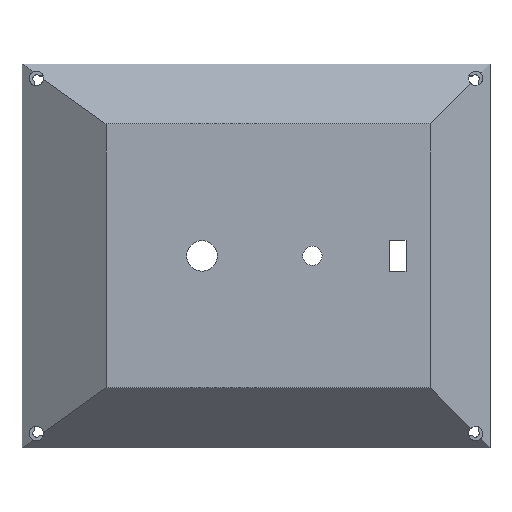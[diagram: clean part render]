
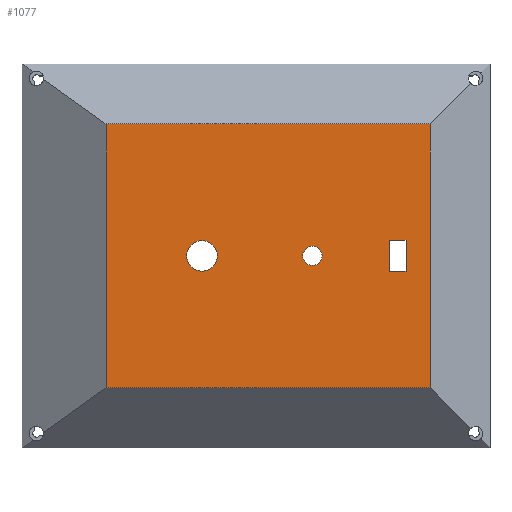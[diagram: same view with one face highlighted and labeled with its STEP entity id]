
A CAD part, top view. The second image highlights one B-rep face of the part: STEP entity #1077.
In plain terms, the highlighted planar face has unit normal (0, 0, 1).
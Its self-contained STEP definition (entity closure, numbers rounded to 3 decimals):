
#40=FACE_BOUND('',#191,.T.);
#41=FACE_BOUND('',#192,.T.);
#42=FACE_BOUND('',#193,.T.);
#77=PLANE('',#1181);
#129=FACE_OUTER_BOUND('',#190,.T.);
#190=EDGE_LOOP('',(#995,#996,#997,#998));
#191=EDGE_LOOP('',(#999));
#192=EDGE_LOOP('',(#1000,#1001,#1002,#1003));
#193=EDGE_LOOP('',(#1004));
#264=LINE('',#1726,#370);
#269=LINE('',#1735,#375);
#275=LINE('',#1745,#381);
#290=LINE('',#1777,#396);
#292=LINE('',#1785,#398);
#295=LINE('',#1790,#401);
#297=LINE('',#1794,#403);
#299=LINE('',#1797,#405);
#370=VECTOR('',#1404,10.);
#375=VECTOR('',#1411,10.);
#381=VECTOR('',#1419,10.);
#396=VECTOR('',#1456,10.);
#398=VECTOR('',#1464,10.);
#401=VECTOR('',#1469,10.);
#403=VECTOR('',#1473,10.);
#405=VECTOR('',#1477,10.);
#441=CIRCLE('',#1172,6.35);
#442=CIRCLE('',#1178,4.);
#527=VERTEX_POINT('',#1723);
#528=VERTEX_POINT('',#1725);
#531=VERTEX_POINT('',#1734);
#534=VERTEX_POINT('',#1744);
#541=VERTEX_POINT('',#1779);
#542=VERTEX_POINT('',#1783);
#543=VERTEX_POINT('',#1784);
#544=VERTEX_POINT('',#1789);
#545=VERTEX_POINT('',#1793);
#546=VERTEX_POINT('',#1799);
#659=EDGE_CURVE('',#527,#528,#264,.T.);
#664=EDGE_CURVE('',#528,#531,#269,.T.);
#670=EDGE_CURVE('',#531,#534,#275,.T.);
#688=EDGE_CURVE('',#534,#527,#290,.T.);
#689=EDGE_CURVE('',#541,#541,#441,.T.);
#691=EDGE_CURVE('',#542,#543,#292,.T.);
#694=EDGE_CURVE('',#544,#542,#295,.T.);
#696=EDGE_CURVE('',#545,#544,#297,.T.);
#698=EDGE_CURVE('',#543,#545,#299,.T.);
#699=EDGE_CURVE('',#546,#546,#442,.T.);
#995=ORIENTED_EDGE('',*,*,#659,.F.);
#996=ORIENTED_EDGE('',*,*,#688,.F.);
#997=ORIENTED_EDGE('',*,*,#670,.F.);
#998=ORIENTED_EDGE('',*,*,#664,.F.);
#999=ORIENTED_EDGE('',*,*,#689,.T.);
#1000=ORIENTED_EDGE('',*,*,#691,.T.);
#1001=ORIENTED_EDGE('',*,*,#698,.T.);
#1002=ORIENTED_EDGE('',*,*,#696,.T.);
#1003=ORIENTED_EDGE('',*,*,#694,.T.);
#1004=ORIENTED_EDGE('',*,*,#699,.T.);
#1077=ADVANCED_FACE('',(#129,#40,#41,#42),#77,.T.);
#1172=AXIS2_PLACEMENT_3D('',#1780,#1459,#1460);
#1178=AXIS2_PLACEMENT_3D('',#1800,#1480,#1481);
#1181=AXIS2_PLACEMENT_3D('',#1805,#1488,#1489);
#1404=DIRECTION('',(-1.,0.,0.));
#1411=DIRECTION('',(0.,1.,0.));
#1419=DIRECTION('',(1.,0.,0.));
#1456=DIRECTION('',(0.,-1.,0.));
#1459=DIRECTION('center_axis',(0.,0.,-1.));
#1460=DIRECTION('ref_axis',(-1.,0.,0.));
#1464=DIRECTION('',(-1.,0.,0.));
#1469=DIRECTION('',(0.,-1.,0.));
#1473=DIRECTION('',(1.,0.,0.));
#1477=DIRECTION('',(0.,1.,0.));
#1480=DIRECTION('center_axis',(0.,0.,-1.));
#1481=DIRECTION('ref_axis',(-1.,0.,0.));
#1488=DIRECTION('center_axis',(0.,0.,1.));
#1489=DIRECTION('ref_axis',(1.,0.,0.));
#1723=CARTESIAN_POINT('',(170.,25.,25.));
#1725=CARTESIAN_POINT('',(35.,25.,25.));
#1726=CARTESIAN_POINT('',(170.,25.,25.));
#1734=CARTESIAN_POINT('',(35.,135.,25.));
#1735=CARTESIAN_POINT('',(35.,25.,25.));
#1744=CARTESIAN_POINT('',(170.,135.,25.));
#1745=CARTESIAN_POINT('',(35.,135.,25.));
#1777=CARTESIAN_POINT('',(170.,135.,25.));
#1779=CARTESIAN_POINT('',(81.35,80.,25.));
#1780=CARTESIAN_POINT('Origin',(75.,80.,25.));
#1783=CARTESIAN_POINT('',(160.,73.5,25.));
#1784=CARTESIAN_POINT('',(153.,73.5,25.));
#1785=CARTESIAN_POINT('',(131.25,73.5,25.));
#1789=CARTESIAN_POINT('',(160.,86.5,25.));
#1790=CARTESIAN_POINT('',(160.,83.25,25.));
#1793=CARTESIAN_POINT('',(153.,86.5,25.));
#1794=CARTESIAN_POINT('',(127.75,86.5,25.));
#1797=CARTESIAN_POINT('',(153.,76.75,25.));
#1799=CARTESIAN_POINT('',(125.,80.,25.));
#1800=CARTESIAN_POINT('Origin',(121.,80.,25.));
#1805=CARTESIAN_POINT('Origin',(102.5,80.,25.));
